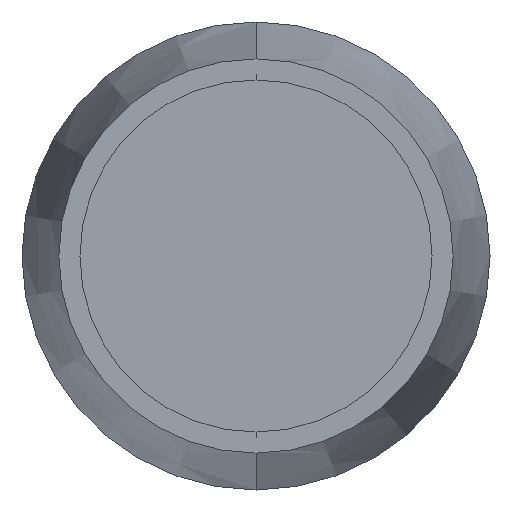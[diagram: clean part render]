
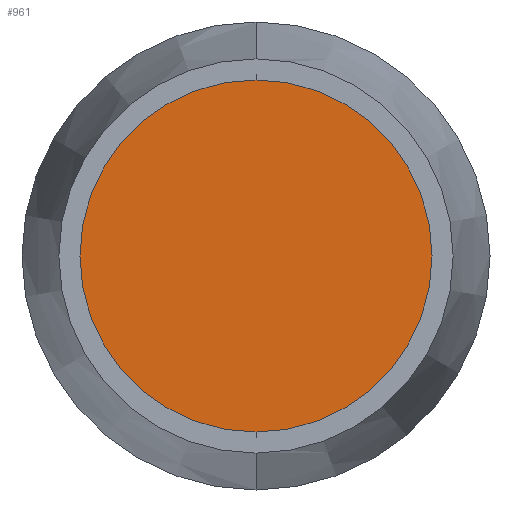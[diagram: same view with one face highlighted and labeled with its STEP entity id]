
A CAD part, front view. The second image highlights one B-rep face of the part: STEP entity #961.
In plain terms, the highlighted planar face has unit normal (0, -1, 0).
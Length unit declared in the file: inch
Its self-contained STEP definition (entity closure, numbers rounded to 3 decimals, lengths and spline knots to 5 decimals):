
#125 = ORIENTED_EDGE ( 'NONE', *, *, #924, .F. ) ;
#152 = CARTESIAN_POINT ( 'NONE',  ( 0., 0., 0. ) ) ;
#166 = DIRECTION ( 'NONE',  ( 0., 0., 1. ) ) ;
#287 = CARTESIAN_POINT ( 'NONE',  ( 0., 0., -0.9075 ) ) ;
#299 = CARTESIAN_POINT ( 'NONE',  ( 0., 0., 0.9075 ) ) ;
#354 = AXIS2_PLACEMENT_3D ( 'NONE', #152, #641, #166 ) ;
#525 = VERTEX_POINT ( 'NONE', #299 ) ;
#564 = PLANE ( 'NONE',  #1369 ) ;
#588 = DIRECTION ( 'NONE',  ( 0., 1., 0. ) ) ;
#641 = DIRECTION ( 'NONE',  ( 0., 1., 0. ) ) ;
#672 = EDGE_LOOP ( 'NONE', ( #1279, #125 ) ) ;
#673 = CIRCLE ( 'NONE', #1104, 0.9075 ) ;
#858 = CIRCLE ( 'NONE', #354, 0.9075 ) ;
#893 = VERTEX_POINT ( 'NONE', #287 ) ;
#924 = EDGE_CURVE ( 'NONE', #525, #893, #858, .T. ) ;
#961 = ADVANCED_FACE ( 'NONE', ( #1427 ), #564, .F. ) ;
#993 = DIRECTION ( 'NONE',  ( 0., 1., 0. ) ) ;
#1104 = AXIS2_PLACEMENT_3D ( 'NONE', #1592, #993, #1347 ) ;
#1167 = EDGE_CURVE ( 'NONE', #893, #525, #673, .T. ) ;
#1279 = ORIENTED_EDGE ( 'NONE', *, *, #1167, .F. ) ;
#1347 = DIRECTION ( 'NONE',  ( 0., 0., 1. ) ) ;
#1369 = AXIS2_PLACEMENT_3D ( 'NONE', #1420, #588, #1455 ) ;
#1420 = CARTESIAN_POINT ( 'NONE',  ( 0., 0., 0. ) ) ;
#1427 = FACE_OUTER_BOUND ( 'NONE', #672, .T. ) ;
#1455 = DIRECTION ( 'NONE',  ( 0., 0., 1. ) ) ;
#1592 = CARTESIAN_POINT ( 'NONE',  ( 0., 0., 0. ) ) ;
